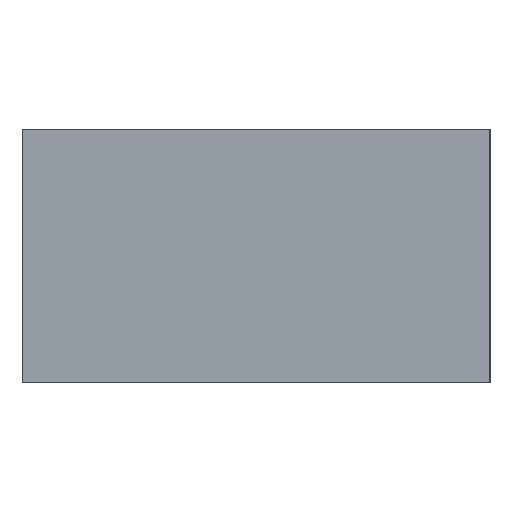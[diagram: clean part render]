
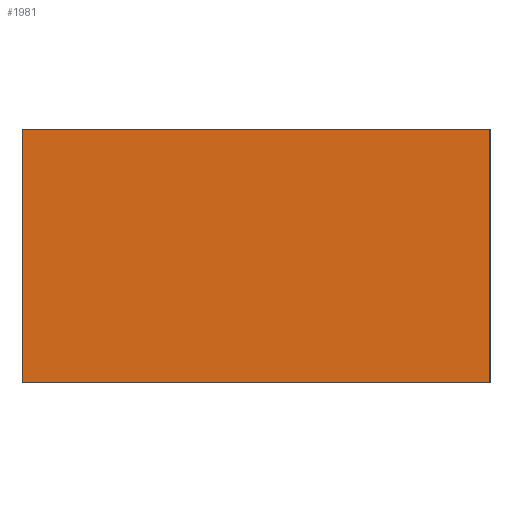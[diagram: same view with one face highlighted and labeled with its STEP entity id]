
A CAD part, left-side view. The second image highlights one B-rep face of the part: STEP entity #1981.
In plain terms, the highlighted planar face has unit normal (-1, 0, 0).
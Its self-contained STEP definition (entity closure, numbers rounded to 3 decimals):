
#154=ORIENTED_EDGE('',*,*,#547,.T.);
#155=ORIENTED_EDGE('',*,*,#505,.F.);
#156=ORIENTED_EDGE('',*,*,#548,.T.);
#157=ORIENTED_EDGE('',*,*,#549,.T.);
#505=EDGE_CURVE('',#701,#696,#835,.T.);
#547=EDGE_CURVE('',#743,#696,#863,.T.);
#548=EDGE_CURVE('',#701,#744,#864,.T.);
#549=EDGE_CURVE('',#744,#743,#865,.T.);
#696=VERTEX_POINT('',#2588);
#701=VERTEX_POINT('',#2598);
#743=VERTEX_POINT('',#2755);
#744=VERTEX_POINT('',#2757);
#835=LINE('',#2599,#994);
#863=LINE('',#2754,#1022);
#864=LINE('',#2756,#1023);
#865=LINE('',#2758,#1024);
#994=VECTOR('',#2176,1000.);
#1022=VECTOR('',#2218,1000.);
#1023=VECTOR('',#2219,1000.);
#1024=VECTOR('',#2220,1000.);
#1145=EDGE_LOOP('',(#154,#155,#156,#157));
#1250=FACE_BOUND('',#1145,.T.);
#1343=PLANE('',#2074);
#1981=ADVANCED_FACE('',(#1250),#1343,.F.);
#2074=AXIS2_PLACEMENT_3D('',#2753,#2216,#2217);
#2176=DIRECTION('',(0.,0.,-1.));
#2216=DIRECTION('',(1.,0.,0.));
#2217=DIRECTION('',(0.,0.,-1.));
#2218=DIRECTION('',(0.,-1.,0.));
#2219=DIRECTION('',(0.,1.,0.));
#2220=DIRECTION('',(0.,0.,-1.));
#2588=CARTESIAN_POINT('',(-52.5,-25.,0.));
#2598=CARTESIAN_POINT('',(-52.5,-25.,27.1));
#2599=CARTESIAN_POINT('',(-52.5,-25.,15.));
#2753=CARTESIAN_POINT('',(-52.5,25.,15.));
#2754=CARTESIAN_POINT('',(-52.5,25.,0.));
#2755=CARTESIAN_POINT('',(-52.5,25.,0.));
#2756=CARTESIAN_POINT('',(-52.5,-25.,27.1));
#2757=CARTESIAN_POINT('',(-52.5,25.,27.1));
#2758=CARTESIAN_POINT('',(-52.5,25.,15.));
